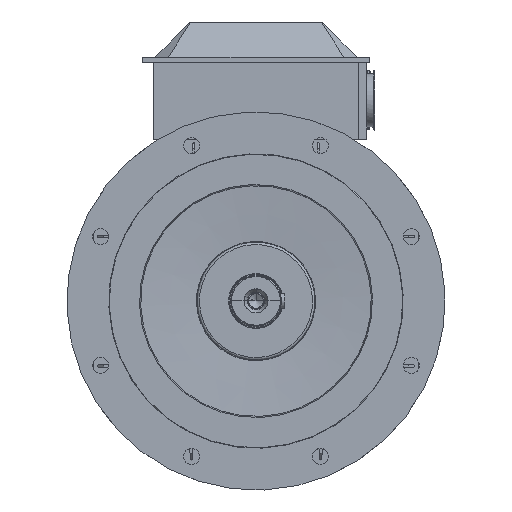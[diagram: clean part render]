
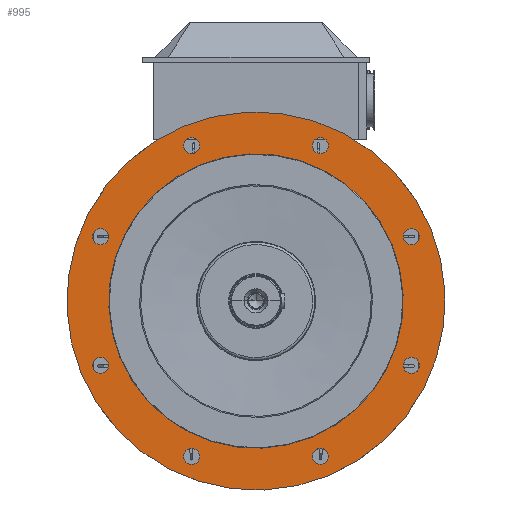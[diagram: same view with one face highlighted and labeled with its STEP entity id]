
A CAD part, top view. The second image highlights one B-rep face of the part: STEP entity #995.
In plain terms, the highlighted planar face has unit normal (0, 0, 1).
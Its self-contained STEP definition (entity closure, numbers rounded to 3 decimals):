
#450=CARTESIAN_POINT('',(-161.679,-66.948,95.58));
#451=VERTEX_POINT('',#450);
#452=CARTESIAN_POINT('',(0.,0.021,95.566));
#453=DIRECTION('',(0.,0.,1.));
#454=DIRECTION('',(-0.98,0.199,0.));
#455=AXIS2_PLACEMENT_3D('',#452,#453,#454);
#456=CIRCLE('',#455,175.);
#457=EDGE_CURVE('',#451,#451,#456,.T.);
#567=CARTESIAN_POINT('',(-194.276,-76.515,95.582));
#568=VERTEX_POINT('',#567);
#569=CARTESIAN_POINT('',(-184.776,-76.515,95.582));
#570=DIRECTION('',(0.,0.,-1.));
#571=DIRECTION('',(-0.829,-0.559,0.));
#572=AXIS2_PLACEMENT_3D('',#569,#570,#571);
#573=CIRCLE('',#572,9.5);
#574=EDGE_CURVE('',#568,#568,#573,.T.);
#595=CARTESIAN_POINT('',(-83.254,-191.472,95.608));
#596=VERTEX_POINT('',#595);
#597=CARTESIAN_POINT('',(-76.537,-184.755,95.606));
#598=DIRECTION('',(0.,0.,-1.));
#599=DIRECTION('',(-0.191,-0.982,0.));
#600=AXIS2_PLACEMENT_3D('',#597,#598,#599);
#601=CIRCLE('',#600,9.5);
#602=EDGE_CURVE('',#596,#596,#601,.T.);
#623=CARTESIAN_POINT('',(76.536,-194.255,95.609));
#624=VERTEX_POINT('',#623);
#625=CARTESIAN_POINT('',(76.536,-184.755,95.607));
#626=DIRECTION('',(0.,0.,-1.));
#627=DIRECTION('',(0.559,-0.829,0.));
#628=AXIS2_PLACEMENT_3D('',#625,#626,#627);
#629=CIRCLE('',#628,9.5);
#630=EDGE_CURVE('',#624,#624,#629,.T.);
#651=CARTESIAN_POINT('',(191.493,-83.233,95.585));
#652=VERTEX_POINT('',#651);
#653=CARTESIAN_POINT('',(184.776,-76.515,95.583));
#654=DIRECTION('',(0.,0.,-1.));
#655=DIRECTION('',(0.982,-0.191,0.));
#656=AXIS2_PLACEMENT_3D('',#653,#654,#655);
#657=CIRCLE('',#656,9.5);
#658=EDGE_CURVE('',#652,#652,#657,.T.);
#679=CARTESIAN_POINT('',(194.276,76.558,95.549));
#680=VERTEX_POINT('',#679);
#681=CARTESIAN_POINT('',(184.776,76.558,95.549));
#682=DIRECTION('',(0.,0.,-1.));
#683=DIRECTION('',(0.829,0.559,0.));
#684=AXIS2_PLACEMENT_3D('',#681,#682,#683);
#685=CIRCLE('',#684,9.5);
#686=EDGE_CURVE('',#680,#680,#685,.T.);
#707=CARTESIAN_POINT('',(83.254,191.515,95.523));
#708=VERTEX_POINT('',#707);
#709=CARTESIAN_POINT('',(76.536,184.797,95.525));
#710=DIRECTION('',(0.,0.,-1.));
#711=DIRECTION('',(0.191,0.982,0.));
#712=AXIS2_PLACEMENT_3D('',#709,#710,#711);
#713=CIRCLE('',#712,9.5);
#714=EDGE_CURVE('',#708,#708,#713,.T.);
#735=CARTESIAN_POINT('',(-76.537,194.297,95.522));
#736=VERTEX_POINT('',#735);
#737=CARTESIAN_POINT('',(-76.537,184.797,95.525));
#738=DIRECTION('',(0.,0.,-1.));
#739=DIRECTION('',(-0.559,0.829,0.));
#740=AXIS2_PLACEMENT_3D('',#737,#738,#739);
#741=CIRCLE('',#740,9.5);
#742=EDGE_CURVE('',#736,#736,#741,.T.);
#763=CARTESIAN_POINT('',(-191.494,83.275,95.547));
#764=VERTEX_POINT('',#763);
#765=CARTESIAN_POINT('',(-184.776,76.558,95.548));
#766=DIRECTION('',(0.,0.,-1.));
#767=DIRECTION('',(-0.982,0.191,0.));
#768=AXIS2_PLACEMENT_3D('',#765,#766,#767);
#769=CIRCLE('',#768,9.5);
#770=EDGE_CURVE('',#764,#764,#769,.T.);
#948=CARTESIAN_POINT('',(-207.728,-86.022,95.584));
#949=VERTEX_POINT('',#948);
#950=CARTESIAN_POINT('',(0.,0.021,95.566));
#951=DIRECTION('',(0.,0.,1.));
#952=DIRECTION('',(-0.98,0.199,0.));
#953=AXIS2_PLACEMENT_3D('',#950,#951,#952);
#954=CIRCLE('',#953,224.843);
#955=EDGE_CURVE('',#949,#949,#954,.T.);
#960=CARTESIAN_POINT('',(0.,247.348,95.511));
#961=DIRECTION('',(0.,0.,1.));
#962=DIRECTION('',(1.,0.,0.));
#963=AXIS2_PLACEMENT_3D('',#960,#961,#962);
#964=PLANE('',#963);
#965=ORIENTED_EDGE('',*,*,#955,.T.);
#966=EDGE_LOOP('',(#965));
#967=FACE_OUTER_BOUND('',#966,.T.);
#968=ORIENTED_EDGE('',*,*,#602,.T.);
#969=EDGE_LOOP('',(#968));
#970=FACE_BOUND('',#969,.T.);
#971=ORIENTED_EDGE('',*,*,#630,.T.);
#972=EDGE_LOOP('',(#971));
#973=FACE_BOUND('',#972,.T.);
#974=ORIENTED_EDGE('',*,*,#658,.T.);
#975=EDGE_LOOP('',(#974));
#976=FACE_BOUND('',#975,.T.);
#977=ORIENTED_EDGE('',*,*,#686,.T.);
#978=EDGE_LOOP('',(#977));
#979=FACE_BOUND('',#978,.T.);
#980=ORIENTED_EDGE('',*,*,#714,.T.);
#981=EDGE_LOOP('',(#980));
#982=FACE_BOUND('',#981,.T.);
#983=ORIENTED_EDGE('',*,*,#742,.T.);
#984=EDGE_LOOP('',(#983));
#985=FACE_BOUND('',#984,.T.);
#986=ORIENTED_EDGE('',*,*,#770,.T.);
#987=EDGE_LOOP('',(#986));
#988=FACE_BOUND('',#987,.T.);
#989=ORIENTED_EDGE('',*,*,#457,.F.);
#990=EDGE_LOOP('',(#989));
#991=FACE_BOUND('',#990,.T.);
#992=ORIENTED_EDGE('',*,*,#574,.T.);
#993=EDGE_LOOP('',(#992));
#994=FACE_BOUND('',#993,.T.);
#995=ADVANCED_FACE('',(#967,#970,#973,#976,#979,#982,#985,#988,#991,#994),#964,.T.);
